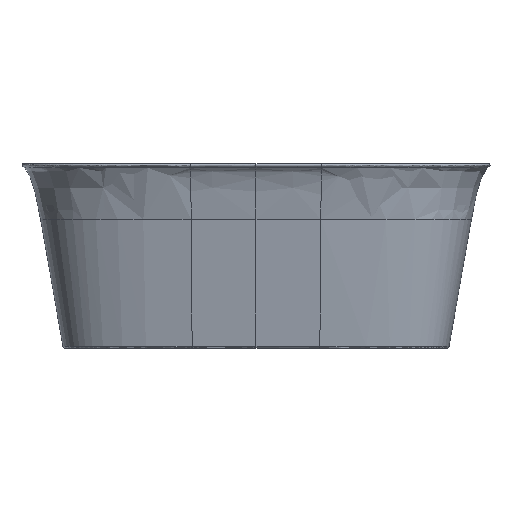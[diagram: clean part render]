
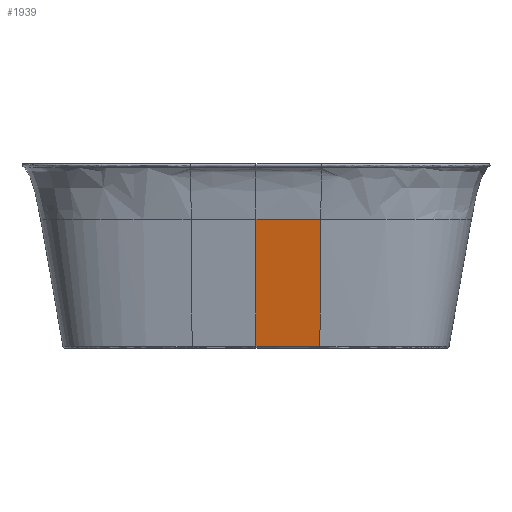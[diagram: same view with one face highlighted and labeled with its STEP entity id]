
A CAD part, front view. The second image highlights one B-rep face of the part: STEP entity #1939.
In plain terms, the highlighted free-form (B-spline) face has degree [1, 5] with [2, 10] control points.
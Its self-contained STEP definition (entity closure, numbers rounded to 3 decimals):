
#1939=ADVANCED_FACE('',(#3732),#29209,.T.);
#3732=FACE_OUTER_BOUND('',#5514,.T.);
#5514=EDGE_LOOP('',(#14310,#14311,#14312,#14313));
#14310=ORIENTED_EDGE('',*,*,#19586,.F.);
#14311=ORIENTED_EDGE('',*,*,#19629,.F.);
#14312=ORIENTED_EDGE('',*,*,#19587,.F.);
#14313=ORIENTED_EDGE('',*,*,#19536,.T.);
#19536=EDGE_CURVE('',#27315,#27314,#24313,.T.);
#19586=EDGE_CURVE('',#27356,#27314,#24363,.T.);
#19587=EDGE_CURVE('',#27315,#27357,#24364,.T.);
#19629=EDGE_CURVE('',#27357,#27356,#24406,.T.);
#24313=B_SPLINE_CURVE_WITH_KNOTS('',1,(#133140,#133141),.UNSPECIFIED.,.F.,
 .F.,(2,2),(-221.261,219.515),.UNSPECIFIED.);
#24363=B_SPLINE_CURVE_WITH_KNOTS('',5,(#134082,#134083,#134084,#134085,
#134086,#134087,#134088,#134089,#134090),.UNSPECIFIED.,.F.,.F.,(6,3,6),
(-219.789,-95.089,0.278),.UNSPECIFIED.);
#24364=B_SPLINE_CURVE_WITH_KNOTS('',5,(#134091,#134092,#134093,#134094,
#134095,#134096,#134097,#134098,#134099),.UNSPECIFIED.,.F.,.F.,(6,3,6),
(-0.278,95.089,219.789),.UNSPECIFIED.);
#24406=B_SPLINE_CURVE_WITH_KNOTS('',1,(#135031,#135032),.UNSPECIFIED.,.F.,
 .F.,(2,2),(-221.261,219.505),.UNSPECIFIED.);
#27314=VERTEX_POINT('',#132878);
#27315=VERTEX_POINT('',#132879);
#27356=VERTEX_POINT('',#132920);
#27357=VERTEX_POINT('',#132921);
#29209=B_SPLINE_SURFACE_WITH_KNOTS('',1,5,((#126639,#126640,#126641,#126642,
#126643,#126644,#126645,#126646,#126647,#126648),(#126649,#126650,#126651,
#126652,#126653,#126654,#126655,#126656,#126657,#126658)),.UNSPECIFIED.,
 .F.,.F.,.F.,(2,2),(6,1,3,6),(-221.261,219.505),(-2.478,
-0.278,95.089,219.789),.UNSPECIFIED.);
#126639=CARTESIAN_POINT('',(220.536,-256.711,7.336));
#126640=CARTESIAN_POINT('',(220.105,-256.729,7.336));
#126641=CARTESIAN_POINT('',(200.997,-257.569,7.336));
#126642=CARTESIAN_POINT('',(181.837,-258.215,7.336));
#126643=CARTESIAN_POINT('',(162.652,-258.657,7.336));
#126644=CARTESIAN_POINT('',(118.833,-259.429,7.336));
#126645=CARTESIAN_POINT('',(74.77,-259.775,7.336));
#126646=CARTESIAN_POINT('',(49.723,-259.9,7.336));
#126647=CARTESIAN_POINT('',(24.875,-259.958,7.336));
#126648=CARTESIAN_POINT('',(0.,-259.958,7.336));
#126649=CARTESIAN_POINT('',(223.911,-333.039,441.43));
#126650=CARTESIAN_POINT('',(223.466,-333.058,441.43));
#126651=CARTESIAN_POINT('',(203.722,-333.925,441.43));
#126652=CARTESIAN_POINT('',(183.946,-334.592,441.43));
#126653=CARTESIAN_POINT('',(164.266,-335.044,441.43));
#126654=CARTESIAN_POINT('',(119.677,-335.828,441.43));
#126655=CARTESIAN_POINT('',(75.239,-336.176,441.43));
#126656=CARTESIAN_POINT('',(50.025,-336.303,441.43));
#126657=CARTESIAN_POINT('',(25.019,-336.361,441.43));
#126658=CARTESIAN_POINT('',(0.,-336.361,441.43));
#132878=CARTESIAN_POINT('',(221.684,-333.135,441.43));
#132879=CARTESIAN_POINT('',(218.381,-256.804,7.336));
#132920=CARTESIAN_POINT('',(0.,-336.361,441.43));
#132921=CARTESIAN_POINT('',(0.,-259.958,7.336));
#133140=CARTESIAN_POINT('',(218.381,-256.804,7.336));
#133141=CARTESIAN_POINT('',(221.684,-333.135,441.43));
#134082=CARTESIAN_POINT('',(0.,-336.361,441.43));
#134083=CARTESIAN_POINT('',(25.019,-336.361,441.43));
#134084=CARTESIAN_POINT('',(50.025,-336.303,441.43));
#134085=CARTESIAN_POINT('',(75.239,-336.176,441.43));
#134086=CARTESIAN_POINT('',(119.677,-335.828,441.43));
#134087=CARTESIAN_POINT('',(163.825,-335.052,441.43));
#134088=CARTESIAN_POINT('',(183.059,-334.613,441.43));
#134089=CARTESIAN_POINT('',(202.384,-333.97,441.43));
#134090=CARTESIAN_POINT('',(221.684,-333.135,441.43));
#134091=CARTESIAN_POINT('',(218.381,-256.804,7.336));
#134092=CARTESIAN_POINT('',(199.7,-257.612,7.336));
#134093=CARTESIAN_POINT('',(180.972,-258.235,7.336));
#134094=CARTESIAN_POINT('',(162.218,-258.665,7.336));
#134095=CARTESIAN_POINT('',(118.833,-259.429,7.336));
#134096=CARTESIAN_POINT('',(74.77,-259.775,7.336));
#134097=CARTESIAN_POINT('',(49.723,-259.9,7.336));
#134098=CARTESIAN_POINT('',(24.875,-259.958,7.336));
#134099=CARTESIAN_POINT('',(0.,-259.958,7.336));
#135031=CARTESIAN_POINT('',(0.,-259.958,7.336));
#135032=CARTESIAN_POINT('',(0.,-336.361,441.43));
